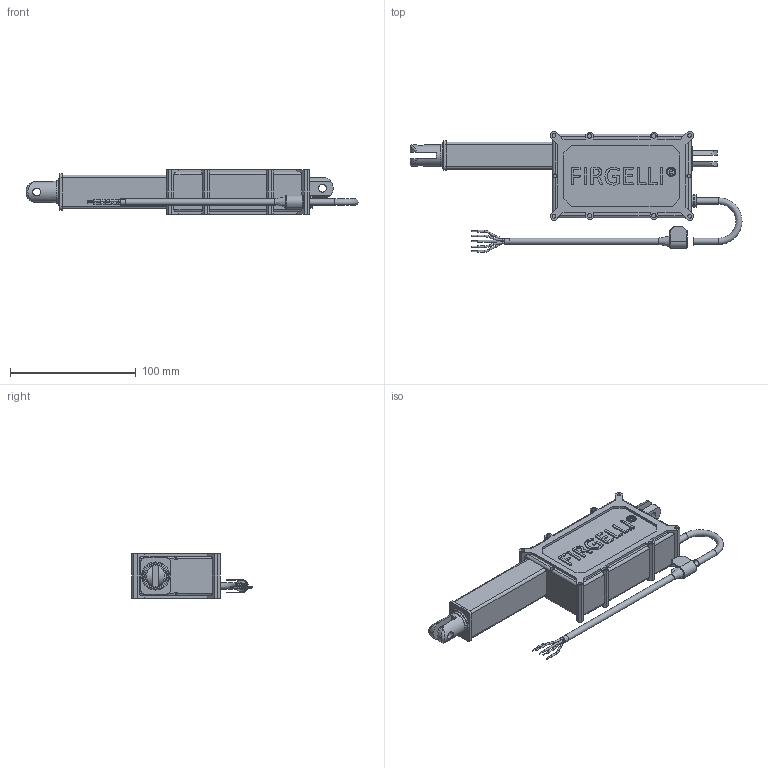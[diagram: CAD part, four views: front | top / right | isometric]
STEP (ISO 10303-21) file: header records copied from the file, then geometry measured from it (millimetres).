
FILE_DESCRIPTION(/* description */ (''),/* implementation_level */ '2;1');
FILE_NAME(/* name */ '004 FA-U-110-12-4 Assembly.stp',/* time_stamp */ '2022-07-26T23:09:39+01:00',/* author */ ('MR ADEBAYO'),/* organization */ (''),/* preprocessor_version */ 'ST-DEVELOPER v18',/* originating_system */ 'Autodesk Inventor 2020',/* authorisation */ '');
FILE_SCHEMA (('AUTOMOTIVE_DESIGN { 1 0 10303 214 3 1 1 }'));
Length unit declared in the file: inch
Products named in the file (6): FA-U-110-12-4 Assembly; Box; Shaft Box; Front Shaft; Back Shaft; Wire
Assembly tree (5 placements, depth 2):
  FA-U-110-12-4 Assembly
    Box
    Shaft Box
    Front Shaft
    Back Shaft
    Wire
Bounding box: 263.8 x 95.85 x 35.5 mm (x, y, z)
Volume: 298702.6 mm3; surface area: 80076.7 mm2
Topology: 6 solids, 6 shells, 489 faces, 1337 edges, 913 vertices
Faces by surface type: plane 310, cylinder 90, bspline 69, torus 16, cone 4
Full cylindrical faces by diameter (mm): 0.9 x5, 1.5 x11, 3 x12, 3.5 x8, 4.6 x1, 5 x3, 5.6 x1, 6.2 x4, 7.6 x1, 9 x1, 10 x2, 17 x2, 17.6 x1, 18 x1, 18.8 x1, 19.6 x1, 20.8 x1
Entity records: 17434 total; most frequent: CARTESIAN_POINT 4370, ORIENTED_EDGE 2674, DIRECTION 2382, EDGE_CURVE 1337, VERTEX_POINT 913, LINE 846, VECTOR 846, AXIS2_PLACEMENT_3D 768
